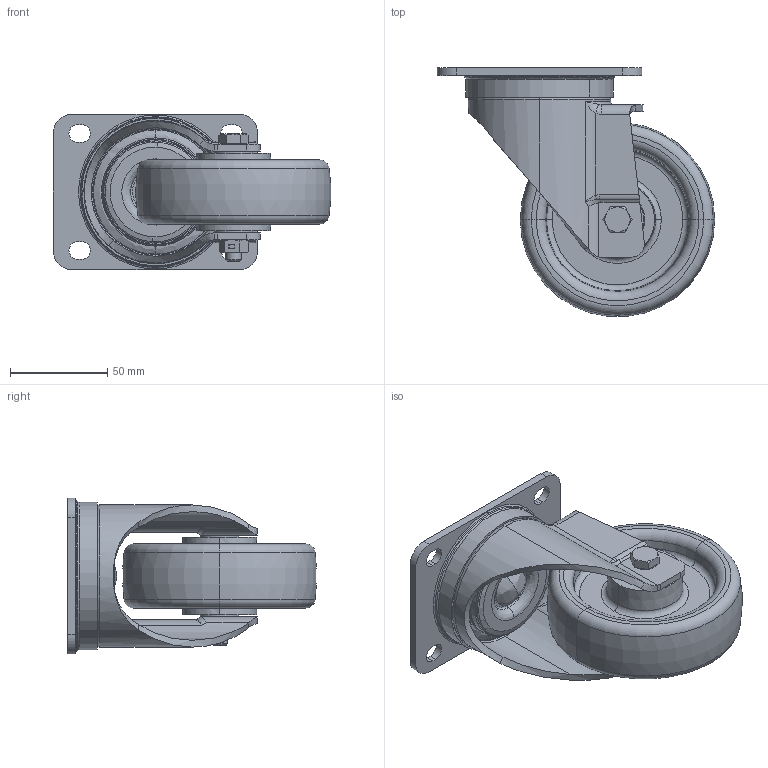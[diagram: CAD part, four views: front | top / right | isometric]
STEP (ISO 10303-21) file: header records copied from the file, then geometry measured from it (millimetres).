
FILE_DESCRIPTION (( 'STEP AP214' ), '1' );
FILE_NAME ('0021036BL_L-IM-PAM-100-G-3_(A-01).step', '2019-05-29T09:30:59', ( '' ), ( '' ), 'SwSTEP 2.0', 'SolidWorks 2018', '' );
FILE_SCHEMA (( 'AUTOMOTIVE_DESIGN' ));
Length unit declared in the file: millimetre
Products named in the file (1): 0021036BL_L-IM-PAM-100-G-3_(A-01)
Bounding box: 142.39 x 127.68 x 80 mm (x, y, z)
Surface area: 96324 mm2 (no closed solid volume)
Topology: 0 solids, 18 shells, 567 faces, 1507 edges, 969 vertices
Faces by surface type: plane 272, cylinder 128, bspline 69, cone 54, torus 44
Entity records: 27571 total; most frequent: CARTESIAN_POINT 7469, DIRECTION 2876, ORIENTED_EDGE 2719, EDGE_CURVE 1499, AXIS2_PLACEMENT_3D 1004, VERTEX_POINT 969, LINE 868, VECTOR 868
